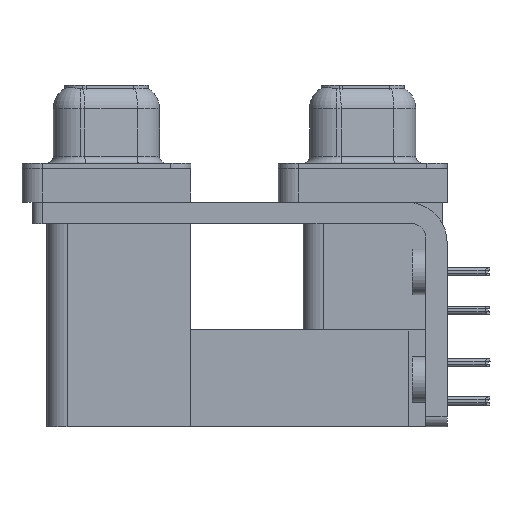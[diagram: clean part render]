
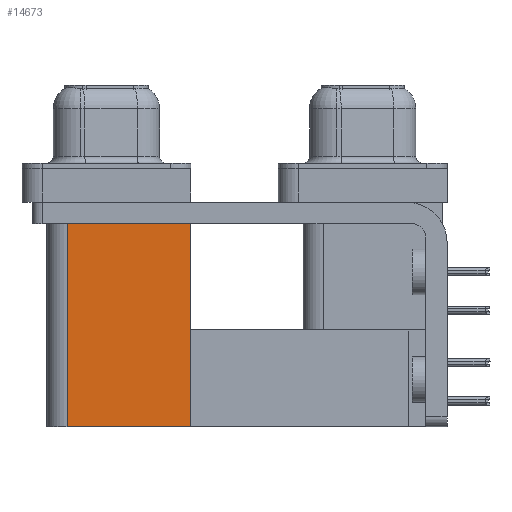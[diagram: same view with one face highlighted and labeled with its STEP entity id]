
A CAD part, left-side view. The second image highlights one B-rep face of the part: STEP entity #14673.
In plain terms, the highlighted planar face has unit normal (-1, 0, 0).
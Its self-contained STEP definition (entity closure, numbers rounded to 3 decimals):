
#11 = DIRECTION ( 'NONE',  ( 0., 0., 1. ) ) ;
#753 = ORIENTED_EDGE ( 'NONE', *, *, #9081, .F. ) ;
#3459 = CARTESIAN_POINT ( 'NONE',  ( 3.765, 21.975, -2.5 ) ) ;
#4220 = CARTESIAN_POINT ( 'NONE',  ( 3.765, 12.775, -19.2 ) ) ;
#4361 = EDGE_CURVE ( 'NONE', #21857, #35858, #34926, .T. ) ;
#5437 = ORIENTED_EDGE ( 'NONE', *, *, #4361, .T. ) ;
#9081 = EDGE_CURVE ( 'NONE', #13290, #26481, #35551, .T. ) ;
#10819 = CARTESIAN_POINT ( 'NONE',  ( 3.765, 12.775, -19.2 ) ) ;
#11126 = CARTESIAN_POINT ( 'NONE',  ( 3.765, 12.775, -19.2 ) ) ;
#12265 = DIRECTION ( 'NONE',  ( 1., 0., 0. ) ) ;
#13290 = VERTEX_POINT ( 'NONE', #24230 ) ;
#14673 = ADVANCED_FACE ( 'NONE', ( #39524 ), #19764, .F. ) ;
#15273 = VECTOR ( 'NONE', #30347, 1000. ) ;
#15771 = ORIENTED_EDGE ( 'NONE', *, *, #45460, .F. ) ;
#17887 = EDGE_LOOP ( 'NONE', ( #42346, #753, #15771, #5437 ) ) ;
#19764 = PLANE ( 'NONE',  #43945 ) ;
#20131 = VECTOR ( 'NONE', #11, 1000. ) ;
#20140 = VECTOR ( 'NONE', #45838, 1000. ) ;
#21857 = VERTEX_POINT ( 'NONE', #11126 ) ;
#22153 = EDGE_CURVE ( 'NONE', #35858, #26481, #50275, .T. ) ;
#22205 = CARTESIAN_POINT ( 'NONE',  ( 3.765, 12.775, -2.5 ) ) ;
#24230 = CARTESIAN_POINT ( 'NONE',  ( 3.765, 21.975, -19.2 ) ) ;
#24608 = CARTESIAN_POINT ( 'NONE',  ( 3.765, 12.775, -2.5 ) ) ;
#26481 = VERTEX_POINT ( 'NONE', #3459 ) ;
#26959 = CARTESIAN_POINT ( 'NONE',  ( 3.765, 12.775, -19.2 ) ) ;
#30347 = DIRECTION ( 'NONE',  ( 0., 1., 0. ) ) ;
#31545 = VECTOR ( 'NONE', #43242, 1000. ) ;
#32170 = CARTESIAN_POINT ( 'NONE',  ( 3.765, 21.975, -19.2 ) ) ;
#34223 = LINE ( 'NONE', #26959, #15273 ) ;
#34926 = LINE ( 'NONE', #10819, #31545 ) ;
#35551 = LINE ( 'NONE', #32170, #20131 ) ;
#35858 = VERTEX_POINT ( 'NONE', #24608 ) ;
#39524 = FACE_OUTER_BOUND ( 'NONE', #17887, .T. ) ;
#40527 = DIRECTION ( 'NONE',  ( 0., 0., -1. ) ) ;
#42346 = ORIENTED_EDGE ( 'NONE', *, *, #22153, .T. ) ;
#43242 = DIRECTION ( 'NONE',  ( 0., 0., 1. ) ) ;
#43945 = AXIS2_PLACEMENT_3D ( 'NONE', #4220, #12265, #40527 ) ;
#45460 = EDGE_CURVE ( 'NONE', #21857, #13290, #34223, .T. ) ;
#45838 = DIRECTION ( 'NONE',  ( 0., 1., 0. ) ) ;
#50275 = LINE ( 'NONE', #22205, #20140 ) ;
